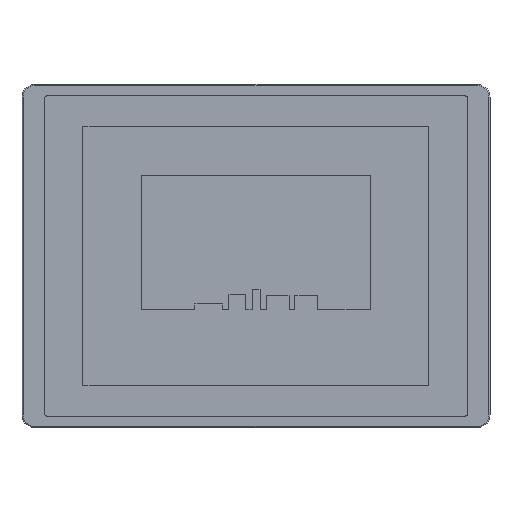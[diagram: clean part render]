
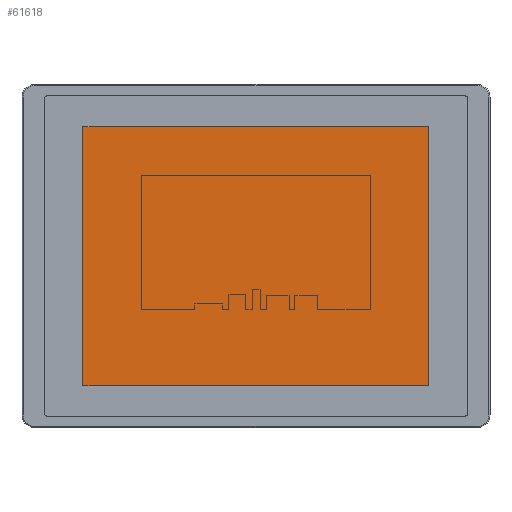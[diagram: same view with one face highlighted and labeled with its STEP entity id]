
A CAD part, top view. The second image highlights one B-rep face of the part: STEP entity #61618.
In plain terms, the highlighted planar face has unit normal (0, 0, 1).
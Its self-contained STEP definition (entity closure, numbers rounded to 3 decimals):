
#2268 = LINE ( 'NONE', #15798, #21547 ) ;
#9866 = CARTESIAN_POINT ( 'NONE',  ( 127.05, 21.553, 36.997 ) ) ;
#11763 = DIRECTION ( 'NONE',  ( 0., 0., 1. ) ) ;
#15798 = CARTESIAN_POINT ( 'NONE',  ( -120.8, -164.147, 36.997 ) ) ;
#21547 = VECTOR ( 'NONE', #28399, 1000. ) ;
#22573 = LINE ( 'NONE', #27992, #32491 ) ;
#22673 = VERTEX_POINT ( 'NONE', #85040 ) ;
#25624 = CARTESIAN_POINT ( 'NONE',  ( 127.05, -164.147, 36.997 ) ) ;
#25684 = PLANE ( 'NONE',  #43205 ) ;
#27992 = CARTESIAN_POINT ( 'NONE',  ( -120.8, 21.553, 36.997 ) ) ;
#28399 = DIRECTION ( 'NONE',  ( 1., 0., 0. ) ) ;
#32491 = VECTOR ( 'NONE', #76066, 1000. ) ;
#37800 = LINE ( 'NONE', #25624, #42323 ) ;
#40033 = EDGE_LOOP ( 'NONE', ( #49609, #88817, #53450, #54181 ) ) ;
#40070 = DIRECTION ( 'NONE',  ( 1., 0., 0. ) ) ;
#40758 = EDGE_CURVE ( 'NONE', #69937, #45013, #37800, .T. ) ;
#41350 = VECTOR ( 'NONE', #76942, 1000. ) ;
#41650 = CARTESIAN_POINT ( 'NONE',  ( -120.8, 21.553, 36.997 ) ) ;
#42323 = VECTOR ( 'NONE', #79568, 1000. ) ;
#43205 = AXIS2_PLACEMENT_3D ( 'NONE', #81828, #11763, #40070 ) ;
#45013 = VERTEX_POINT ( 'NONE', #9866 ) ;
#48444 = VERTEX_POINT ( 'NONE', #41650 ) ;
#49609 = ORIENTED_EDGE ( 'NONE', *, *, #88933, .T. ) ;
#53450 = ORIENTED_EDGE ( 'NONE', *, *, #54415, .T. ) ;
#53993 = FACE_OUTER_BOUND ( 'NONE', #40033, .T. ) ;
#54181 = ORIENTED_EDGE ( 'NONE', *, *, #74813, .T. ) ;
#54415 = EDGE_CURVE ( 'NONE', #45013, #48444, #70666, .T. ) ;
#61618 = ADVANCED_FACE ( 'NONE', ( #53993 ), #25684, .T. ) ;
#65123 = CARTESIAN_POINT ( 'NONE',  ( 127.05, -164.147, 36.997 ) ) ;
#69937 = VERTEX_POINT ( 'NONE', #65123 ) ;
#70666 = LINE ( 'NONE', #84569, #41350 ) ;
#74813 = EDGE_CURVE ( 'NONE', #48444, #22673, #22573, .T. ) ;
#76066 = DIRECTION ( 'NONE',  ( 0., -1., 0. ) ) ;
#76942 = DIRECTION ( 'NONE',  ( -1., 0., 0. ) ) ;
#79568 = DIRECTION ( 'NONE',  ( 0., 1., 0. ) ) ;
#81828 = CARTESIAN_POINT ( 'NONE',  ( 0., -72.047, 36.997 ) ) ;
#84569 = CARTESIAN_POINT ( 'NONE',  ( 127.05, 21.553, 36.997 ) ) ;
#85040 = CARTESIAN_POINT ( 'NONE',  ( -120.8, -164.147, 36.997 ) ) ;
#88817 = ORIENTED_EDGE ( 'NONE', *, *, #40758, .T. ) ;
#88933 = EDGE_CURVE ( 'NONE', #22673, #69937, #2268, .T. ) ;
